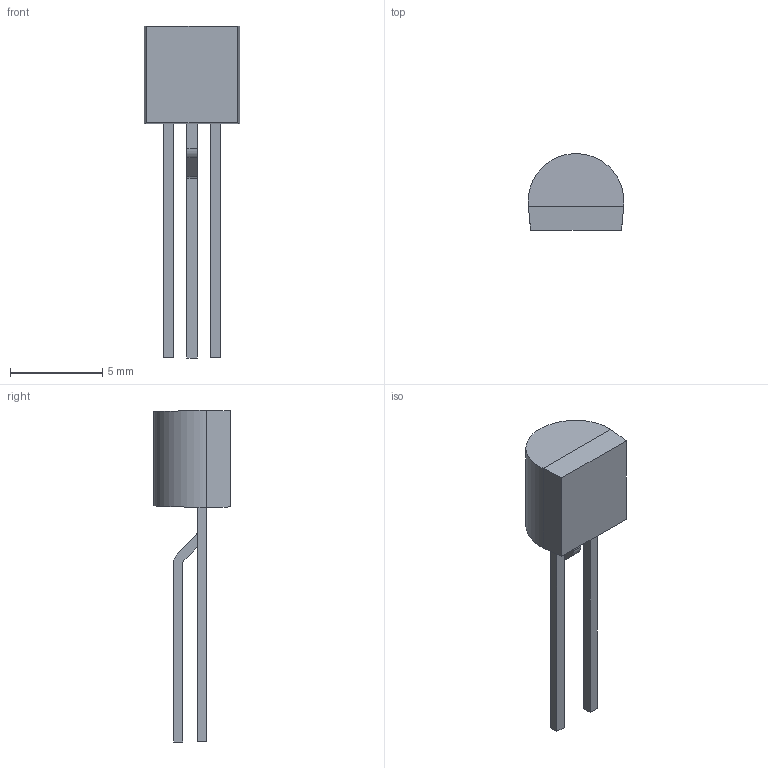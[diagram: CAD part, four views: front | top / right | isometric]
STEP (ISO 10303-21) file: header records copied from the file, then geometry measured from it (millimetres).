
FILE_DESCRIPTION(('STEP AP214'), '1');
FILE_NAME('TO-226AB', '', ('UNSPECIFIED'), ('UNSPECIFIED'), 'ASCON STEP Converter 1.3', 'ASCON Math Kernel', '');
FILE_SCHEMA(('AUTOMOTIVE_DESIGN { 1 0 10303 214 3 1 1}'));
Length unit declared in the file: millimetre
Bounding box: 5.19 x 4.15 x 18 mm (x, y, z)
Volume: 107.7 mm3; surface area: 207.1 mm2
Topology: 4 solids, 4 shells, 34 faces, 74 edges, 48 vertices
Faces by surface type: plane 29, cylinder 5
Entity records: 1254 total; most frequent: CARTESIAN_POINT 169, DIRECTION 150, ORIENTED_EDGE 148, EDGE_CURVE 74, LINE 64, VECTOR 64, VERTEX_POINT 48, AXIS2_PLACEMENT_3D 43
